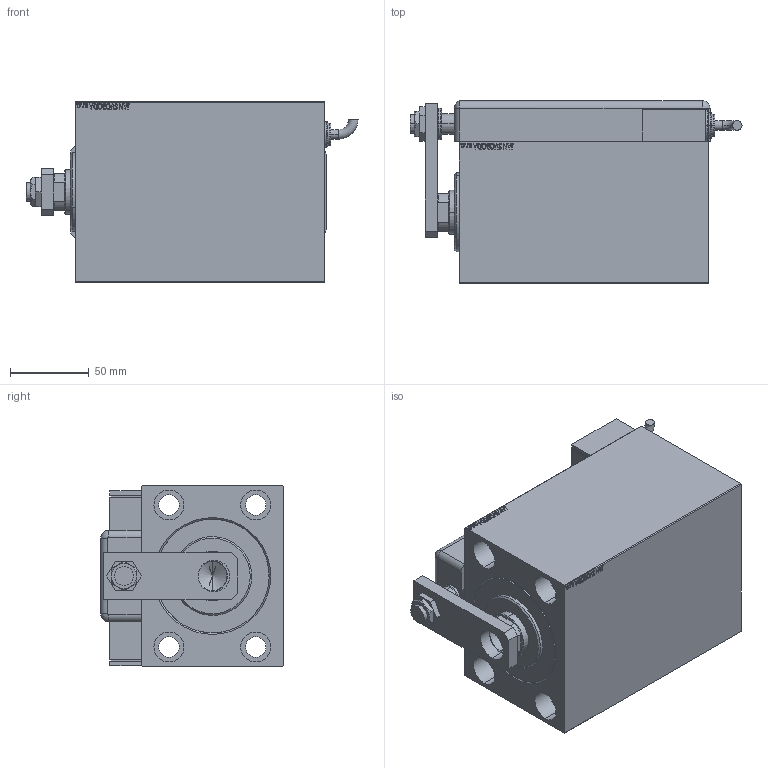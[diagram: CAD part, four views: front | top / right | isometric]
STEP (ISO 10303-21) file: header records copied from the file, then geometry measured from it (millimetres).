
FILE_DESCRIPTION (( 'STEP AP203' ), '1' );
FILE_NAME ('5d90.STEP', '2021-03-18T21:03:10', ( '' ), ( '' ), 'SwSTEP 2.0', 'SolidWorks 2019', '' );
FILE_SCHEMA (( 'CONFIG_CONTROL_DESIGN' ));
Length unit declared in the file: millimetre
Products named in the file (13): V450CM_C f95d28b6fa558c8545870f25f86b9339; NUT_D13 f95d28b6fa558c8545870f25f86b9339; V450CM_VC_B f95d28b6fa558c8545870f25f86b9339; 5d90; ZARAZKA_Q f95d28b6fa558c8545870f25f86b9339; TYC f95d28b6fa558c8545870f25f86b9339; NUT_D19 f95d28b6fa558c8545870f25f86b9339; V450CM_C_VCP f95d28b6fa558c8545870f25f86b9339; KRYT f95d28b6fa558c8545870f25f86b9339; SWITCH_Q_FRONT_BACK f95d28b6fa558c8545870f25f86b9339; SWITCH Q f95d28b6fa558c8545870f25f86b9339; SWITCH DIM A_G f95d28b6fa558c8545870f25f86b9339; MAGNETIC SWITCH Q f95d28b6fa558c8545870f25f86b9339
Assembly tree (13 placements, depth 3):
  5d90
    V450CM_C f95d28b6fa558c8545870f25f86b9339
    V450CM_C_VCP f95d28b6fa558c8545870f25f86b9339
    V450CM_VC_B f95d28b6fa558c8545870f25f86b9339
    MAGNETIC SWITCH Q f95d28b6fa558c8545870f25f86b9339
      SWITCH_Q_FRONT_BACK f95d28b6fa558c8545870f25f86b9339
      TYC f95d28b6fa558c8545870f25f86b9339
      ZARAZKA_Q f95d28b6fa558c8545870f25f86b9339
      SWITCH DIM A_G f95d28b6fa558c8545870f25f86b9339
      NUT_D19 f95d28b6fa558c8545870f25f86b9339
      NUT_D13 f95d28b6fa558c8545870f25f86b9339
      KRYT f95d28b6fa558c8545870f25f86b9339
      SWITCH Q f95d28b6fa558c8545870f25f86b9339  x2
Bounding box: 210.46 x 115.8 x 115 mm (x, y, z)
Volume: 1505045.2 mm3; surface area: 252521.7 mm2
Topology: 13 solids, 13 shells, 1249 faces, 3171 edges, 2093 vertices
Faces by surface type: plane 615, bspline 471, cylinder 117, cone 22, torus 22, sphere 2
Entity records: 59892 total; most frequent: CARTESIAN_POINT 32229, ORIENTED_EDGE 6146, DIRECTION 3887, EDGE_CURVE 3073, VERTEX_POINT 2033, VECTOR 1829, LINE 1829, EDGE_LOOP 1382
